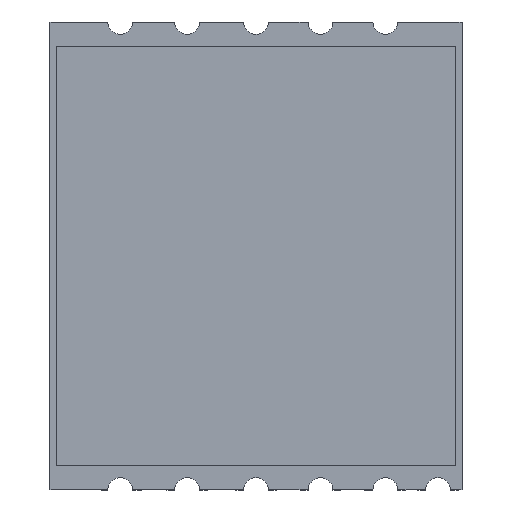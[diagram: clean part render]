
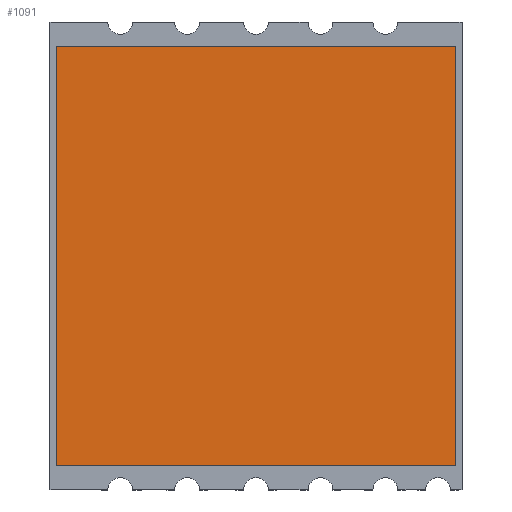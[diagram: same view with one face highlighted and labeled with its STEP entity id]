
A CAD part, top view. The second image highlights one B-rep face of the part: STEP entity #1091.
In plain terms, the highlighted planar face has unit normal (0, 0, 1).
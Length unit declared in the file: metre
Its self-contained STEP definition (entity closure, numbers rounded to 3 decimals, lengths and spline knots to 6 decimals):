
#262=ORIENTED_EDGE('',*,*,#516,.T.);
#263=ORIENTED_EDGE('',*,*,#517,.T.);
#264=ORIENTED_EDGE('',*,*,#518,.T.);
#265=ORIENTED_EDGE('',*,*,#519,.T.);
#516=EDGE_CURVE('',#638,#639,#734,.T.);
#517=EDGE_CURVE('',#639,#640,#735,.T.);
#518=EDGE_CURVE('',#640,#641,#736,.T.);
#519=EDGE_CURVE('',#641,#638,#737,.T.);
#638=VERTEX_POINT('',#1985);
#639=VERTEX_POINT('',#1986);
#640=VERTEX_POINT('',#1988);
#641=VERTEX_POINT('',#1990);
#734=LINE('',#1984,#846);
#735=LINE('',#1987,#847);
#736=LINE('',#1989,#848);
#737=LINE('',#1991,#849);
#846=VECTOR('',#1664,1.);
#847=VECTOR('',#1665,1.);
#848=VECTOR('',#1666,1.);
#849=VECTOR('',#1667,1.);
#914=EDGE_LOOP('',(#262,#263,#264,#265));
#970=FACE_BOUND('',#914,.T.);
#1006=PLANE('',#1395);
#1091=ADVANCED_FACE('',(#970),#1006,.T.);
#1395=AXIS2_PLACEMENT_3D('',#1983,#1662,#1663);
#1662=DIRECTION('',(0.,0.,1.));
#1663=DIRECTION('',(1.,0.,0.));
#1664=DIRECTION('',(1.,0.,0.));
#1665=DIRECTION('',(0.,1.,0.));
#1666=DIRECTION('',(-1.,0.,0.));
#1667=DIRECTION('',(0.,-1.,0.));
#1983=CARTESIAN_POINT('',(0.,0.,0.00323));
#1984=CARTESIAN_POINT('',(-0.00929,-0.009755,0.00323));
#1985=CARTESIAN_POINT('',(-0.00929,-0.009755,0.00323));
#1986=CARTESIAN_POINT('',(0.00929,-0.009755,0.00323));
#1987=CARTESIAN_POINT('',(0.00929,-0.009755,0.00323));
#1988=CARTESIAN_POINT('',(0.00929,0.009755,0.00323));
#1989=CARTESIAN_POINT('',(0.00929,0.009755,0.00323));
#1990=CARTESIAN_POINT('',(-0.00929,0.009755,0.00323));
#1991=CARTESIAN_POINT('',(-0.00929,0.009755,0.00323));
